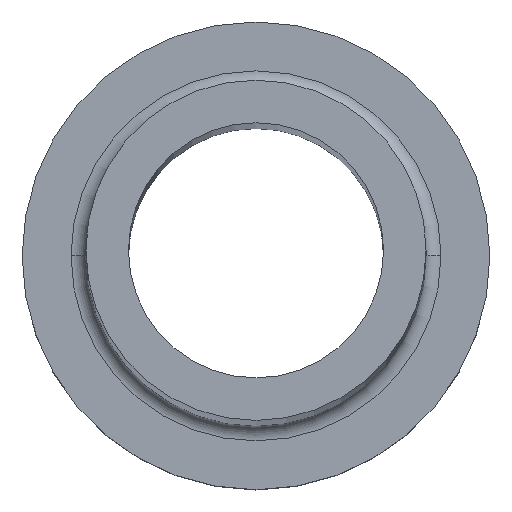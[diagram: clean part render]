
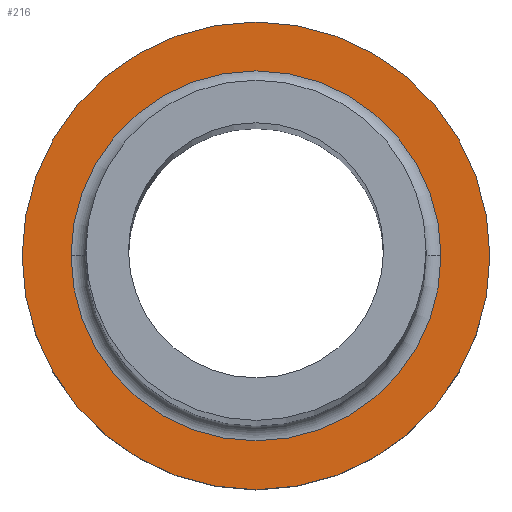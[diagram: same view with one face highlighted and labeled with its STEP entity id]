
A CAD part, top view. The second image highlights one B-rep face of the part: STEP entity #216.
In plain terms, the highlighted planar face has unit normal (0, 0, 1).
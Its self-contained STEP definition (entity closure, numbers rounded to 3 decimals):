
#25 = CIRCLE ( 'NONE', #265, 11. ) ;
#26 = DIRECTION ( 'NONE',  ( 1., 0., 0. ) ) ;
#35 = DIRECTION ( 'NONE',  ( 1., 0., 0. ) ) ;
#40 = AXIS2_PLACEMENT_3D ( 'NONE', #357, #325, #365 ) ;
#45 = ORIENTED_EDGE ( 'NONE', *, *, #270, .T. ) ;
#67 = AXIS2_PLACEMENT_3D ( 'NONE', #346, #267, #26 ) ;
#75 = FACE_BOUND ( 'NONE', #317, .T. ) ;
#77 = CARTESIAN_POINT ( 'NONE',  ( 8.7, 0., 7. ) ) ;
#78 = EDGE_CURVE ( 'NONE', #244, #277, #25, .T. ) ;
#84 = EDGE_CURVE ( 'NONE', #277, #244, #106, .T. ) ;
#105 = CARTESIAN_POINT ( 'NONE',  ( 0., 0., 7. ) ) ;
#106 = CIRCLE ( 'NONE', #40, 11. ) ;
#111 = PLANE ( 'NONE',  #179 ) ;
#112 = EDGE_CURVE ( 'NONE', #341, #238, #316, .T. ) ;
#116 = EDGE_LOOP ( 'NONE', ( #192, #118 ) ) ;
#118 = ORIENTED_EDGE ( 'NONE', *, *, #78, .T. ) ;
#122 = CARTESIAN_POINT ( 'NONE',  ( -8.7, 0., 7. ) ) ;
#159 = DIRECTION ( 'NONE',  ( 0., 0., -1. ) ) ;
#168 = DIRECTION ( 'NONE',  ( 0., 0., 1. ) ) ;
#179 = AXIS2_PLACEMENT_3D ( 'NONE', #195, #227, #340 ) ;
#192 = ORIENTED_EDGE ( 'NONE', *, *, #84, .T. ) ;
#195 = CARTESIAN_POINT ( 'NONE',  ( 0., 0., 7. ) ) ;
#196 = CIRCLE ( 'NONE', #67, 8.7 ) ;
#216 = ADVANCED_FACE ( 'NONE', ( #75, #276 ), #111, .T. ) ;
#227 = DIRECTION ( 'NONE',  ( 0., 0., 1. ) ) ;
#228 = CARTESIAN_POINT ( 'NONE',  ( 11., 0., 7. ) ) ;
#238 = VERTEX_POINT ( 'NONE', #77 ) ;
#239 = AXIS2_PLACEMENT_3D ( 'NONE', #105, #159, #241 ) ;
#241 = DIRECTION ( 'NONE',  ( 1., 0., 0. ) ) ;
#244 = VERTEX_POINT ( 'NONE', #228 ) ;
#265 = AXIS2_PLACEMENT_3D ( 'NONE', #299, #168, #35 ) ;
#267 = DIRECTION ( 'NONE',  ( 0., 0., -1. ) ) ;
#270 = EDGE_CURVE ( 'NONE', #238, #341, #196, .T. ) ;
#276 = FACE_OUTER_BOUND ( 'NONE', #116, .T. ) ;
#277 = VERTEX_POINT ( 'NONE', #313 ) ;
#299 = CARTESIAN_POINT ( 'NONE',  ( 0., 0., 7. ) ) ;
#313 = CARTESIAN_POINT ( 'NONE',  ( -11., 0., 7. ) ) ;
#316 = CIRCLE ( 'NONE', #239, 8.7 ) ;
#317 = EDGE_LOOP ( 'NONE', ( #45, #354 ) ) ;
#325 = DIRECTION ( 'NONE',  ( 0., 0., 1. ) ) ;
#340 = DIRECTION ( 'NONE',  ( 1., 0., 0. ) ) ;
#341 = VERTEX_POINT ( 'NONE', #122 ) ;
#346 = CARTESIAN_POINT ( 'NONE',  ( 0., 0., 7. ) ) ;
#354 = ORIENTED_EDGE ( 'NONE', *, *, #112, .T. ) ;
#357 = CARTESIAN_POINT ( 'NONE',  ( 0., 0., 7. ) ) ;
#365 = DIRECTION ( 'NONE',  ( 1., 0., 0. ) ) ;
